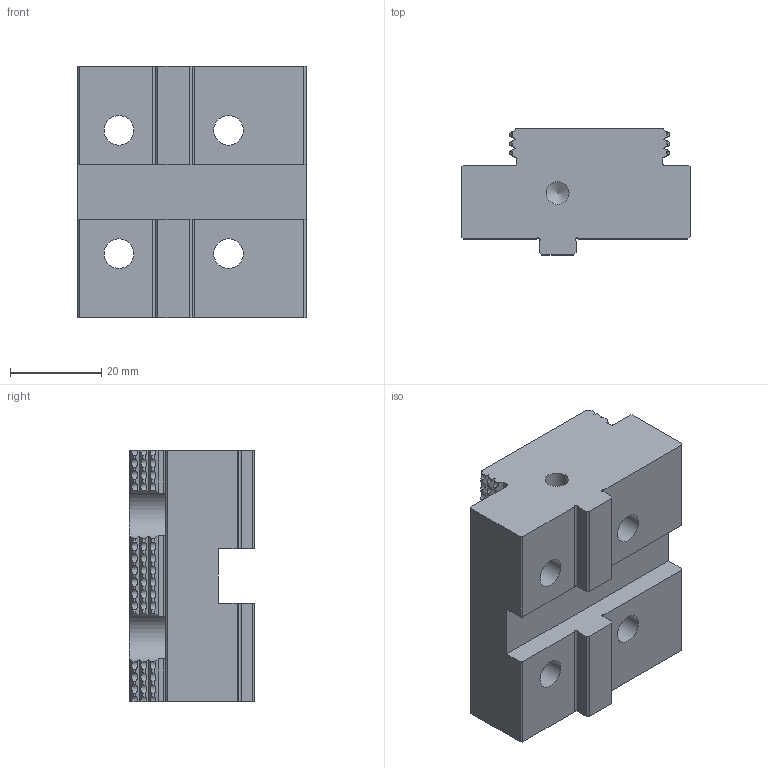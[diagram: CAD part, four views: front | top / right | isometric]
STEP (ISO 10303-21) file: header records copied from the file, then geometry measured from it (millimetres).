
FILE_DESCRIPTION(/* description */ (''),/* implementation_level */ '2;1');
FILE_NAME(/* name */ 'ML-MZS 80.stp',/* time_stamp */ '2019-11-14T14:26:37+01:00',/* author */ ('e.orio2'),/* organization */ (''),/* preprocessor_version */ 'ST-DEVELOPER v17',/* originating_system */ 'Autodesk Inventor 2019',/* authorisation */ '');
FILE_SCHEMA (('AUTOMOTIVE_DESIGN { 1 0 10303 214 3 1 1 }'));
Length unit declared in the file: millimetre
Products named in the file (1): ML-MZS 80
Bounding box: 50 x 27.5 x 55 mm (x, y, z)
Volume: 50813.5 mm3; surface area: 13841.1 mm2
Topology: 1 solids, 1 shells, 302 faces, 910 edges, 612 vertices
Faces by surface type: plane 168, cylinder 132, cone 2
Full cylindrical faces by diameter (mm): 5 x2, 6.5 x4, 11 x4
Entity records: 10401 total; most frequent: CARTESIAN_POINT 1859, ORIENTED_EDGE 1816, DIRECTION 1816, EDGE_CURVE 908, VERTEX_POINT 612, AXIS2_PLACEMENT_3D 609, LINE 598, VECTOR 598
